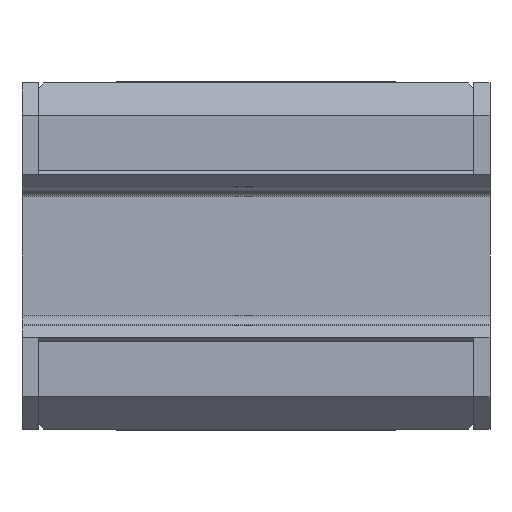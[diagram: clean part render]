
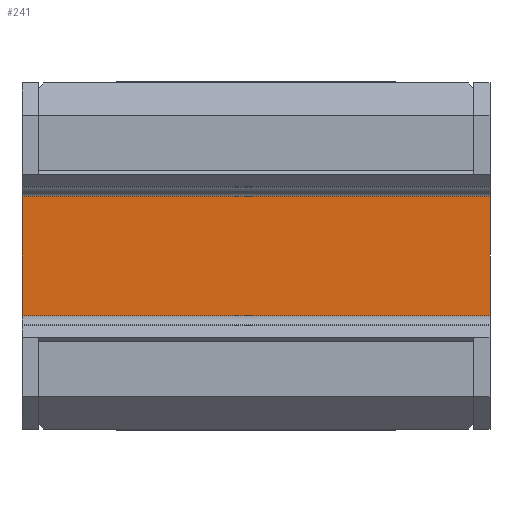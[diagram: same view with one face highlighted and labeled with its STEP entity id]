
A CAD part, front view. The second image highlights one B-rep face of the part: STEP entity #241.
In plain terms, the highlighted planar face has unit normal (0, -1, 0).
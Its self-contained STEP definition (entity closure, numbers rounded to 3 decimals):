
#15 = VERTEX_POINT ( 'NONE', #2249 ) ;
#91 = CARTESIAN_POINT ( 'NONE',  ( 21.5, 6.8, -6.1 ) ) ;
#132 = VERTEX_POINT ( 'NONE', #3248 ) ;
#241 = ADVANCED_FACE ( 'NONE', ( #3514 ), #1550, .T. ) ;
#353 = DIRECTION ( 'NONE',  ( -1., 0., 0. ) ) ;
#383 = CARTESIAN_POINT ( 'NONE',  ( 21.5, 6.8, -6.1 ) ) ;
#443 = EDGE_CURVE ( 'NONE', #3697, #2060, #1404, .T. ) ;
#526 = EDGE_LOOP ( 'NONE', ( #1398, #904, #3275, #2802 ) ) ;
#584 = EDGE_CURVE ( 'NONE', #15, #132, #1507, .T. ) ;
#754 = VECTOR ( 'NONE', #353, 1000. ) ;
#904 = ORIENTED_EDGE ( 'NONE', *, *, #1498, .T. ) ;
#951 = DIRECTION ( 'NONE',  ( 0., 0., -1. ) ) ;
#1103 = EDGE_CURVE ( 'NONE', #2060, #15, #1195, .T. ) ;
#1195 = LINE ( 'NONE', #3182, #2760 ) ;
#1238 = DIRECTION ( 'NONE',  ( 0., 0., 1. ) ) ;
#1398 = ORIENTED_EDGE ( 'NONE', *, *, #584, .T. ) ;
#1404 = LINE ( 'NONE', #1457, #2875 ) ;
#1424 = CARTESIAN_POINT ( 'NONE',  ( 21.5, 6.8, 6.1 ) ) ;
#1457 = CARTESIAN_POINT ( 'NONE',  ( -21.5, 6.8, -6.1 ) ) ;
#1498 = EDGE_CURVE ( 'NONE', #132, #3697, #2948, .T. ) ;
#1507 = LINE ( 'NONE', #383, #1795 ) ;
#1550 = PLANE ( 'NONE',  #2407 ) ;
#1709 = DIRECTION ( 'NONE',  ( 0., 0., -1. ) ) ;
#1782 = DIRECTION ( 'NONE',  ( 0., -1., 0. ) ) ;
#1795 = VECTOR ( 'NONE', #1238, 1000. ) ;
#1819 = CARTESIAN_POINT ( 'NONE',  ( -21.5, 6.8, 6.1 ) ) ;
#2060 = VERTEX_POINT ( 'NONE', #3656 ) ;
#2249 = CARTESIAN_POINT ( 'NONE',  ( 21.5, 6.8, -6.1 ) ) ;
#2407 = AXIS2_PLACEMENT_3D ( 'NONE', #91, #1782, #951 ) ;
#2760 = VECTOR ( 'NONE', #2900, 1000. ) ;
#2802 = ORIENTED_EDGE ( 'NONE', *, *, #1103, .T. ) ;
#2875 = VECTOR ( 'NONE', #1709, 1000. ) ;
#2900 = DIRECTION ( 'NONE',  ( 1., 0., 0. ) ) ;
#2948 = LINE ( 'NONE', #1424, #754 ) ;
#3182 = CARTESIAN_POINT ( 'NONE',  ( 21.5, 6.8, -6.1 ) ) ;
#3248 = CARTESIAN_POINT ( 'NONE',  ( 21.5, 6.8, 6.1 ) ) ;
#3275 = ORIENTED_EDGE ( 'NONE', *, *, #443, .T. ) ;
#3514 = FACE_OUTER_BOUND ( 'NONE', #526, .T. ) ;
#3656 = CARTESIAN_POINT ( 'NONE',  ( -21.5, 6.8, -6.1 ) ) ;
#3697 = VERTEX_POINT ( 'NONE', #1819 ) ;
